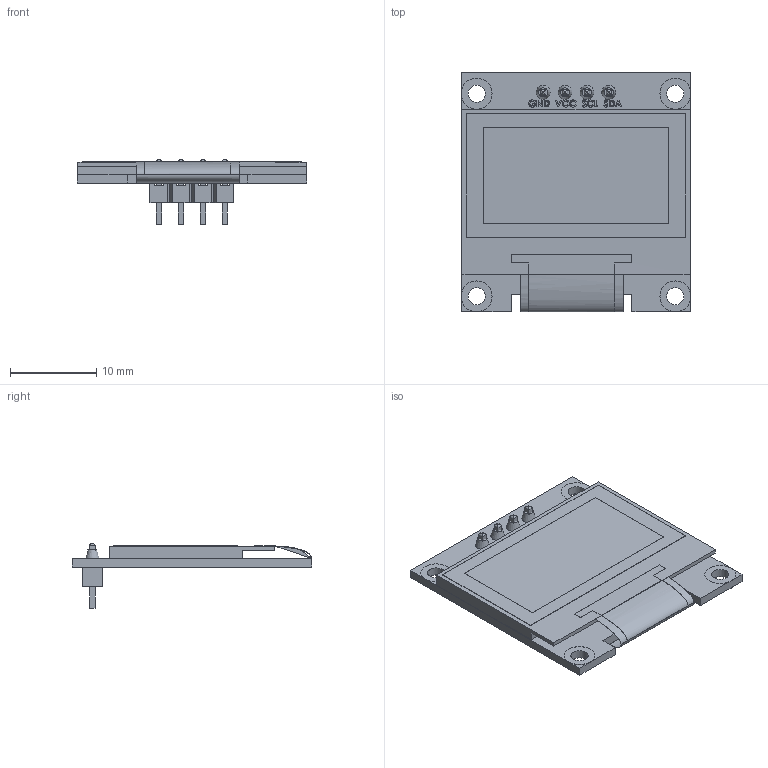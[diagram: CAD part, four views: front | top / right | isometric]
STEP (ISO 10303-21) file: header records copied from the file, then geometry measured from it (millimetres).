
FILE_DESCRIPTION(('STEP AP214'), '1');
FILE_NAME('OLED-128x64-0.96', '2023-09-27T11:42:27', (''), (''), 'ASCON STEP Converter 1.3', 'ASCON Math Kernel', '');
FILE_SCHEMA(('AUTOMOTIVE_DESIGN { 1 0 10303 214 3 1 1}'));
Length unit declared in the file: millimetre
Products named in the file (1): 25
Bounding box: 26.7 x 27.86 x 7.5 mm (x, y, z)
Volume: 1444.4 mm3; surface area: 2408.7 mm2
Topology: 8 solids, 8 shells, 203 faces, 616 edges, 454 vertices
Faces by surface type: plane 161, cylinder 32, bspline 6, cone 4
Full cylindrical faces by diameter (mm): 1 x4, 2 x6, 3.6 x6
Entity records: 10550 total; most frequent: CARTESIAN_POINT 3594, ORIENTED_EDGE 1192, DIRECTION 961, EDGE_CURVE 596, VERTEX_POINT 454, LINE 401, VECTOR 401, AXIS2_PLACEMENT_3D 280
